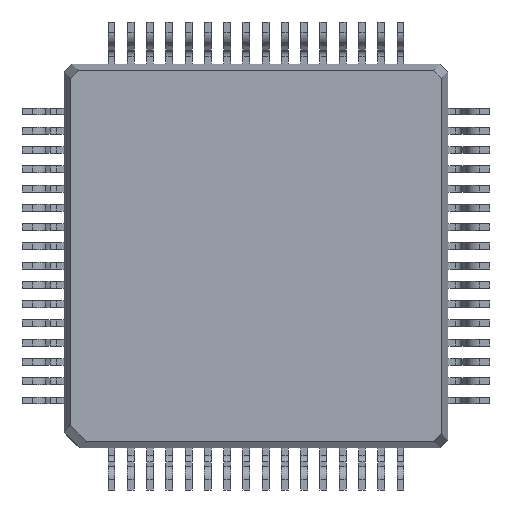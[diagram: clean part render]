
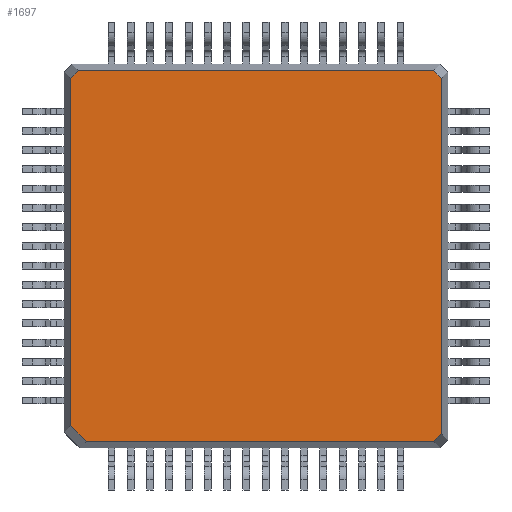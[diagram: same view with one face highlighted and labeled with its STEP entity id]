
A CAD part, front view. The second image highlights one B-rep face of the part: STEP entity #1697.
In plain terms, the highlighted planar face has unit normal (0, -1, 0).
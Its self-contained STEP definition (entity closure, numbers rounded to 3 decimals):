
#133 = VECTOR ( 'NONE', #2311, 1000. ) ;
#146 = VECTOR ( 'NONE', #499, 1000. ) ;
#261 = CARTESIAN_POINT ( 'NONE',  ( 4.606, -0.7, -4.812 ) ) ;
#267 = CARTESIAN_POINT ( 'NONE',  ( -4.812, -0.7, -4.399 ) ) ;
#280 = VECTOR ( 'NONE', #2086, 1000. ) ;
#327 = VERTEX_POINT ( 'NONE', #880 ) ;
#343 = DIRECTION ( 'NONE',  ( 0., 0., -1. ) ) ;
#390 = LINE ( 'NONE', #1376, #2755 ) ;
#413 = VERTEX_POINT ( 'NONE', #660 ) ;
#458 = LINE ( 'NONE', #1101, #1000 ) ;
#499 = DIRECTION ( 'NONE',  ( -1., 0., 0. ) ) ;
#537 = AXIS2_PLACEMENT_3D ( 'NONE', #2630, #1709, #343 ) ;
#543 = CARTESIAN_POINT ( 'NONE',  ( -4.812, -0.7, 4.606 ) ) ;
#628 = ORIENTED_EDGE ( 'NONE', *, *, #1074, .T. ) ;
#660 = CARTESIAN_POINT ( 'NONE',  ( 4.812, -0.7, 4.606 ) ) ;
#730 = ORIENTED_EDGE ( 'NONE', *, *, #985, .T. ) ;
#752 = LINE ( 'NONE', #261, #133 ) ;
#762 = LINE ( 'NONE', #2322, #146 ) ;
#880 = CARTESIAN_POINT ( 'NONE',  ( 4.606, -0.7, -4.812 ) ) ;
#886 = ORIENTED_EDGE ( 'NONE', *, *, #2876, .T. ) ;
#926 = ORIENTED_EDGE ( 'NONE', *, *, #993, .T. ) ;
#985 = EDGE_CURVE ( 'NONE', #1535, #327, #2647, .T. ) ;
#993 = EDGE_CURVE ( 'NONE', #1463, #1060, #1500, .T. ) ;
#1000 = VECTOR ( 'NONE', #2303, 1000. ) ;
#1060 = VERTEX_POINT ( 'NONE', #267 ) ;
#1074 = EDGE_CURVE ( 'NONE', #327, #2099, #752, .T. ) ;
#1079 = EDGE_CURVE ( 'NONE', #2099, #413, #1357, .T. ) ;
#1094 = VECTOR ( 'NONE', #2894, 1000. ) ;
#1101 = CARTESIAN_POINT ( 'NONE',  ( -4.606, -0.7, 4.812 ) ) ;
#1203 = EDGE_LOOP ( 'NONE', ( #628, #1764, #1636, #1602, #1291, #926, #886, #730 ) ) ;
#1291 = ORIENTED_EDGE ( 'NONE', *, *, #2727, .T. ) ;
#1357 = LINE ( 'NONE', #2291, #1958 ) ;
#1376 = CARTESIAN_POINT ( 'NONE',  ( -4.812, -0.7, -4.399 ) ) ;
#1463 = VERTEX_POINT ( 'NONE', #543 ) ;
#1483 = CARTESIAN_POINT ( 'NONE',  ( -4.399, -0.7, -4.812 ) ) ;
#1500 = LINE ( 'NONE', #2774, #280 ) ;
#1535 = VERTEX_POINT ( 'NONE', #1483 ) ;
#1602 = ORIENTED_EDGE ( 'NONE', *, *, #2166, .T. ) ;
#1627 = CARTESIAN_POINT ( 'NONE',  ( 4.812, -0.7, -4.606 ) ) ;
#1636 = ORIENTED_EDGE ( 'NONE', *, *, #2540, .T. ) ;
#1638 = DIRECTION ( 'NONE',  ( 1., 0., 0. ) ) ;
#1697 = ADVANCED_FACE ( 'NONE', ( #2388 ), #1995, .T. ) ;
#1709 = DIRECTION ( 'NONE',  ( 0., -1., 0. ) ) ;
#1729 = CARTESIAN_POINT ( 'NONE',  ( -4.606, -0.7, 4.812 ) ) ;
#1764 = ORIENTED_EDGE ( 'NONE', *, *, #1079, .T. ) ;
#1844 = DIRECTION ( 'NONE',  ( 0.707, 0., -0.707 ) ) ;
#1958 = VECTOR ( 'NONE', #2510, 1000. ) ;
#1995 = PLANE ( 'NONE',  #537 ) ;
#2030 = VECTOR ( 'NONE', #1638, 1000. ) ;
#2086 = DIRECTION ( 'NONE',  ( 0., 0., -1. ) ) ;
#2099 = VERTEX_POINT ( 'NONE', #1627 ) ;
#2166 = EDGE_CURVE ( 'NONE', #2335, #2518, #762, .T. ) ;
#2291 = CARTESIAN_POINT ( 'NONE',  ( 4.812, -0.7, 0. ) ) ;
#2303 = DIRECTION ( 'NONE',  ( -0.707, 0., -0.707 ) ) ;
#2311 = DIRECTION ( 'NONE',  ( 0.707, 0., 0.707 ) ) ;
#2322 = CARTESIAN_POINT ( 'NONE',  ( 0., -0.7, 4.812 ) ) ;
#2335 = VERTEX_POINT ( 'NONE', #2614 ) ;
#2388 = FACE_OUTER_BOUND ( 'NONE', #1203, .T. ) ;
#2447 = CARTESIAN_POINT ( 'NONE',  ( 4.812, -0.7, 4.606 ) ) ;
#2510 = DIRECTION ( 'NONE',  ( 0., 0., 1. ) ) ;
#2518 = VERTEX_POINT ( 'NONE', #1729 ) ;
#2540 = EDGE_CURVE ( 'NONE', #413, #2335, #2858, .T. ) ;
#2552 = CARTESIAN_POINT ( 'NONE',  ( 0., -0.7, -4.812 ) ) ;
#2614 = CARTESIAN_POINT ( 'NONE',  ( 4.606, -0.7, 4.812 ) ) ;
#2630 = CARTESIAN_POINT ( 'NONE',  ( 0., -0.7, 0. ) ) ;
#2647 = LINE ( 'NONE', #2552, #2030 ) ;
#2727 = EDGE_CURVE ( 'NONE', #2518, #1463, #458, .T. ) ;
#2755 = VECTOR ( 'NONE', #1844, 1000. ) ;
#2774 = CARTESIAN_POINT ( 'NONE',  ( -4.812, -0.7, 0. ) ) ;
#2858 = LINE ( 'NONE', #2447, #1094 ) ;
#2876 = EDGE_CURVE ( 'NONE', #1060, #1535, #390, .T. ) ;
#2894 = DIRECTION ( 'NONE',  ( -0.707, 0., 0.707 ) ) ;
